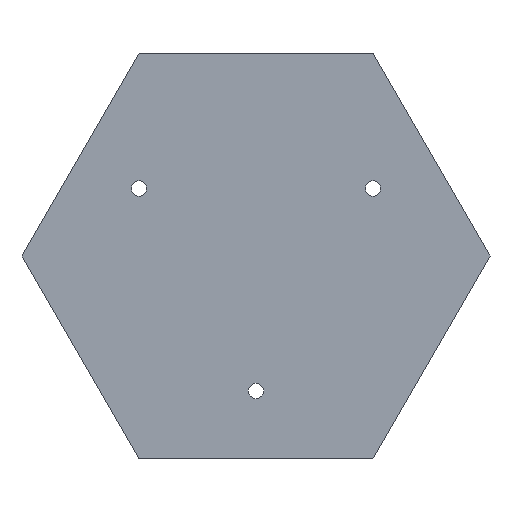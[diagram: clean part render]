
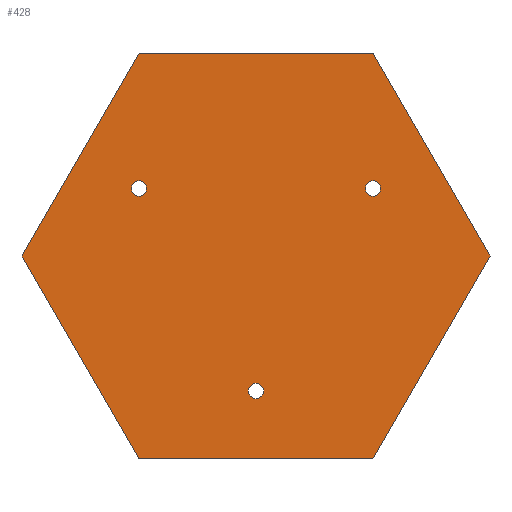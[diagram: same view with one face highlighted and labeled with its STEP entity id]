
A CAD part, front view. The second image highlights one B-rep face of the part: STEP entity #428.
In plain terms, the highlighted planar face has unit normal (0, -1, 0).
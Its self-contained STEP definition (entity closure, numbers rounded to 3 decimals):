
#1 = EDGE_CURVE ( 'NONE', #180, #369, #160, .T. ) ;
#5 = EDGE_CURVE ( 'NONE', #426, #553, #264, .T. ) ;
#9 = VECTOR ( 'NONE', #284, 1000. ) ;
#29 = VERTEX_POINT ( 'NONE', #462 ) ;
#52 = CARTESIAN_POINT ( 'NONE',  ( -38.105, 0., 22. ) ) ;
#55 = VERTEX_POINT ( 'NONE', #229 ) ;
#56 = VECTOR ( 'NONE', #294, 1000. ) ;
#57 = CARTESIAN_POINT ( 'NONE',  ( 38.105, 0., 22. ) ) ;
#60 = DIRECTION ( 'NONE',  ( 0., 0., 1. ) ) ;
#61 = DIRECTION ( 'NONE',  ( -0.5, 0., 0.866 ) ) ;
#63 = AXIS2_PLACEMENT_3D ( 'NONE', #413, #267, #224 ) ;
#64 = FACE_OUTER_BOUND ( 'NONE', #210, .T. ) ;
#68 = EDGE_LOOP ( 'NONE', ( #445, #241 ) ) ;
#70 = EDGE_CURVE ( 'NONE', #521, #397, #584, .T. ) ;
#73 = CARTESIAN_POINT ( 'NONE',  ( 76.21, 0., 0. ) ) ;
#83 = LINE ( 'NONE', #174, #435 ) ;
#85 = EDGE_CURVE ( 'NONE', #369, #180, #390, .T. ) ;
#87 = ORIENTED_EDGE ( 'NONE', *, *, #132, .F. ) ;
#108 = CARTESIAN_POINT ( 'NONE',  ( 0., 0., -46.5 ) ) ;
#112 = EDGE_CURVE ( 'NONE', #211, #438, #591, .T. ) ;
#122 = CARTESIAN_POINT ( 'NONE',  ( 38.105, 0., 66. ) ) ;
#126 = LINE ( 'NONE', #430, #9 ) ;
#132 = EDGE_CURVE ( 'NONE', #29, #419, #278, .T. ) ;
#134 = ORIENTED_EDGE ( 'NONE', *, *, #205, .T. ) ;
#137 = DIRECTION ( 'NONE',  ( 0., 0., 1. ) ) ;
#139 = LINE ( 'NONE', #344, #56 ) ;
#140 = EDGE_CURVE ( 'NONE', #55, #211, #126, .T. ) ;
#149 = CARTESIAN_POINT ( 'NONE',  ( -38.105, 0., 66. ) ) ;
#160 = CIRCLE ( 'NONE', #63, 2.5 ) ;
#165 = ORIENTED_EDGE ( 'NONE', *, *, #326, .F. ) ;
#174 = CARTESIAN_POINT ( 'NONE',  ( -76.21, 0., 0. ) ) ;
#180 = VERTEX_POINT ( 'NONE', #108 ) ;
#187 = ORIENTED_EDGE ( 'NONE', *, *, #70, .T. ) ;
#190 = CARTESIAN_POINT ( 'NONE',  ( -38.105, 0., -66. ) ) ;
#191 = AXIS2_PLACEMENT_3D ( 'NONE', #52, #411, #137 ) ;
#203 = ORIENTED_EDGE ( 'NONE', *, *, #568, .F. ) ;
#204 = DIRECTION ( 'NONE',  ( 0., 0., 1. ) ) ;
#205 = EDGE_CURVE ( 'NONE', #553, #426, #552, .T. ) ;
#207 = DIRECTION ( 'NONE',  ( 0., 0., 1. ) ) ;
#210 = EDGE_LOOP ( 'NONE', ( #165, #87, #203, #514, #566, #358 ) ) ;
#211 = VERTEX_POINT ( 'NONE', #579 ) ;
#215 = FACE_BOUND ( 'NONE', #68, .T. ) ;
#217 = VECTOR ( 'NONE', #341, 1000. ) ;
#224 = DIRECTION ( 'NONE',  ( 0., 0., 1. ) ) ;
#227 = EDGE_LOOP ( 'NONE', ( #281, #187 ) ) ;
#229 = CARTESIAN_POINT ( 'NONE',  ( 38.105, 0., -66. ) ) ;
#238 = DIRECTION ( 'NONE',  ( 0., 0., 1. ) ) ;
#241 = ORIENTED_EDGE ( 'NONE', *, *, #85, .T. ) ;
#247 = VECTOR ( 'NONE', #61, 1000. ) ;
#251 = DIRECTION ( 'NONE',  ( 0., 1., 0. ) ) ;
#253 = AXIS2_PLACEMENT_3D ( 'NONE', #265, #508, #601 ) ;
#264 = CIRCLE ( 'NONE', #191, 2.5 ) ;
#265 = CARTESIAN_POINT ( 'NONE',  ( 38.105, 0., 22. ) ) ;
#267 = DIRECTION ( 'NONE',  ( 0., 1., 0. ) ) ;
#276 = EDGE_CURVE ( 'NONE', #277, #55, #290, .T. ) ;
#277 = VERTEX_POINT ( 'NONE', #73 ) ;
#278 = LINE ( 'NONE', #149, #490 ) ;
#281 = ORIENTED_EDGE ( 'NONE', *, *, #582, .T. ) ;
#284 = DIRECTION ( 'NONE',  ( -1., 0., 0. ) ) ;
#290 = LINE ( 'NONE', #589, #217 ) ;
#294 = DIRECTION ( 'NONE',  ( 0.5, 0., -0.866 ) ) ;
#298 = CIRCLE ( 'NONE', #253, 2.5 ) ;
#303 = CARTESIAN_POINT ( 'NONE',  ( -38.105, 0., 24.5 ) ) ;
#326 = EDGE_CURVE ( 'NONE', #419, #277, #139, .T. ) ;
#336 = DIRECTION ( 'NONE',  ( 0., 1., 0. ) ) ;
#341 = DIRECTION ( 'NONE',  ( -0.5, 0., -0.866 ) ) ;
#344 = CARTESIAN_POINT ( 'NONE',  ( 38.105, 0., 66. ) ) ;
#348 = AXIS2_PLACEMENT_3D ( 'NONE', #440, #251, #204 ) ;
#351 = CARTESIAN_POINT ( 'NONE',  ( 0., 0., 0. ) ) ;
#358 = ORIENTED_EDGE ( 'NONE', *, *, #276, .F. ) ;
#361 = DIRECTION ( 'NONE',  ( 0.5, 0., 0.866 ) ) ;
#369 = VERTEX_POINT ( 'NONE', #534 ) ;
#378 = DIRECTION ( 'NONE',  ( 1., 0., 0. ) ) ;
#390 = CIRCLE ( 'NONE', #543, 2.5 ) ;
#397 = VERTEX_POINT ( 'NONE', #545 ) ;
#407 = CARTESIAN_POINT ( 'NONE',  ( 38.105, 0., 24.5 ) ) ;
#411 = DIRECTION ( 'NONE',  ( 0., 1., 0. ) ) ;
#413 = CARTESIAN_POINT ( 'NONE',  ( 0., 0., -44. ) ) ;
#419 = VERTEX_POINT ( 'NONE', #122 ) ;
#424 = DIRECTION ( 'NONE',  ( 0., 1., 0. ) ) ;
#426 = VERTEX_POINT ( 'NONE', #303 ) ;
#428 = ADVANCED_FACE ( 'NONE', ( #64, #215, #511, #472 ), #597, .F. ) ;
#430 = CARTESIAN_POINT ( 'NONE',  ( 38.105, 0., -66. ) ) ;
#435 = VECTOR ( 'NONE', #361, 1000. ) ;
#438 = VERTEX_POINT ( 'NONE', #548 ) ;
#440 = CARTESIAN_POINT ( 'NONE',  ( -38.105, 0., 22. ) ) ;
#445 = ORIENTED_EDGE ( 'NONE', *, *, #1, .T. ) ;
#462 = CARTESIAN_POINT ( 'NONE',  ( -38.105, 0., 66. ) ) ;
#466 = EDGE_LOOP ( 'NONE', ( #134, #565 ) ) ;
#472 = FACE_BOUND ( 'NONE', #466, .T. ) ;
#490 = VECTOR ( 'NONE', #378, 1000. ) ;
#491 = DIRECTION ( 'NONE',  ( 0., 1., 0. ) ) ;
#496 = AXIS2_PLACEMENT_3D ( 'NONE', #57, #424, #60 ) ;
#499 = CARTESIAN_POINT ( 'NONE',  ( -38.105, 0., 19.5 ) ) ;
#508 = DIRECTION ( 'NONE',  ( 0., 1., 0. ) ) ;
#511 = FACE_BOUND ( 'NONE', #227, .T. ) ;
#514 = ORIENTED_EDGE ( 'NONE', *, *, #112, .F. ) ;
#521 = VERTEX_POINT ( 'NONE', #407 ) ;
#533 = AXIS2_PLACEMENT_3D ( 'NONE', #351, #491, #207 ) ;
#534 = CARTESIAN_POINT ( 'NONE',  ( 0., 0., -41.5 ) ) ;
#543 = AXIS2_PLACEMENT_3D ( 'NONE', #570, #336, #238 ) ;
#545 = CARTESIAN_POINT ( 'NONE',  ( 38.105, 0., 19.5 ) ) ;
#548 = CARTESIAN_POINT ( 'NONE',  ( -76.21, 0., 0. ) ) ;
#552 = CIRCLE ( 'NONE', #348, 2.5 ) ;
#553 = VERTEX_POINT ( 'NONE', #499 ) ;
#565 = ORIENTED_EDGE ( 'NONE', *, *, #5, .T. ) ;
#566 = ORIENTED_EDGE ( 'NONE', *, *, #140, .F. ) ;
#568 = EDGE_CURVE ( 'NONE', #438, #29, #83, .T. ) ;
#570 = CARTESIAN_POINT ( 'NONE',  ( 0., 0., -44. ) ) ;
#579 = CARTESIAN_POINT ( 'NONE',  ( -38.105, 0., -66. ) ) ;
#582 = EDGE_CURVE ( 'NONE', #397, #521, #298, .T. ) ;
#584 = CIRCLE ( 'NONE', #496, 2.5 ) ;
#589 = CARTESIAN_POINT ( 'NONE',  ( 76.21, 0., 0. ) ) ;
#591 = LINE ( 'NONE', #190, #247 ) ;
#597 = PLANE ( 'NONE',  #533 ) ;
#601 = DIRECTION ( 'NONE',  ( 0., 0., 1. ) ) ;
